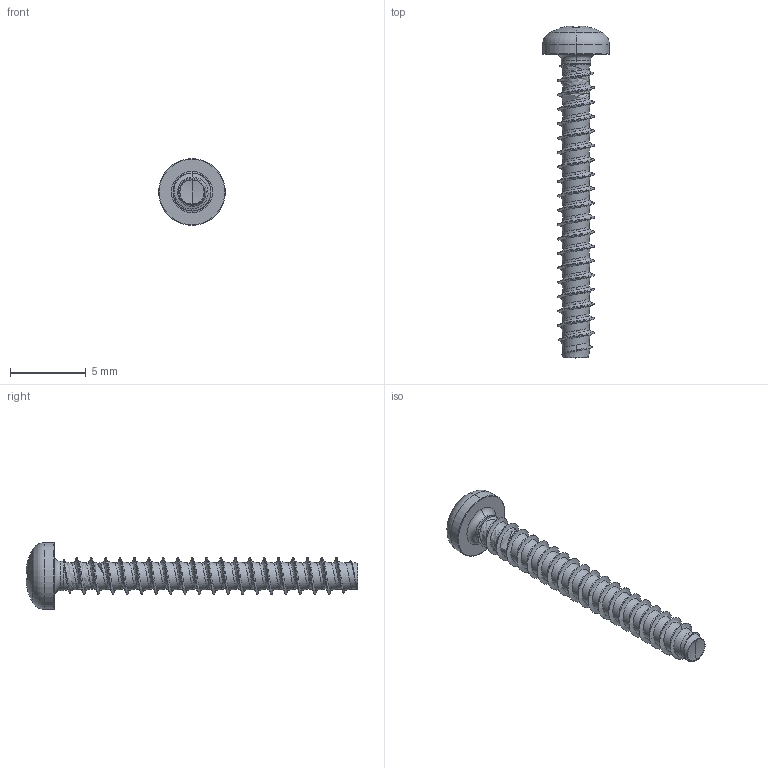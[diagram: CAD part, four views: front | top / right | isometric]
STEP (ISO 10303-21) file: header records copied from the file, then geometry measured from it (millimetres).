
FILE_DESCRIPTION (( 'STEP AP203' ), '1' );
FILE_NAME ('STP320250200.STEP', '2017-08-15T14:10:08', ( '' ), ( '' ), 'SwSTEP 2.0', 'SolidWorks 2015', '' );
FILE_SCHEMA (( 'CONFIG_CONTROL_DESIGN' ));
Products named in the file (1): STP320250200
Bounding box: 4.4 x 21.88 x 4.4 mm (x, y, z)
Volume: 77.1 mm3; surface area: 233.3 mm2
Topology: 1 solids, 1 shells, 204 faces, 483 edges, 281 vertices
Faces by surface type: cylinder 66, bspline 51, torus 28, sphere 28, plane 22, cone 9
Entity records: 34013 total; most frequent: CARTESIAN_POINT 29765, ORIENTED_EDGE 962, DIRECTION 783, EDGE_CURVE 481, AXIS2_PLACEMENT_3D 342, VERTEX_POINT 281, EDGE_LOOP 206, ADVANCED_FACE 204
